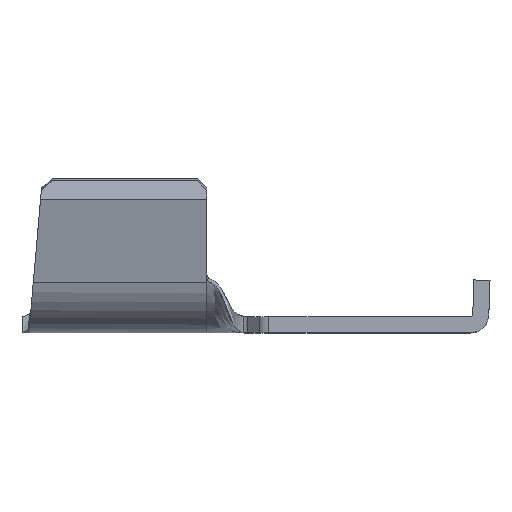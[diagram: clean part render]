
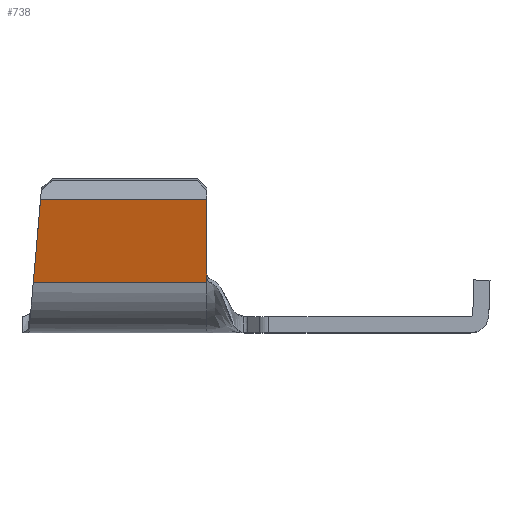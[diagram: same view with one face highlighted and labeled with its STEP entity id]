
A CAD part, top view. The second image highlights one B-rep face of the part: STEP entity #738.
In plain terms, the highlighted planar face has unit normal (0, -0.22, 0.976).
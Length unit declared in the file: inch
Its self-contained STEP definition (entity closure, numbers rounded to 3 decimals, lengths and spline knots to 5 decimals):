
#18 = CARTESIAN_POINT ( 'NONE',  ( -0.353, 0.12142, 0.13933 ) ) ;
#36 = ORIENTED_EDGE ( 'NONE', *, *, #2565, .T. ) ;
#216 = CARTESIAN_POINT ( 'NONE',  ( -0.353, 0.1092, 0.13657 ) ) ;
#224 = CARTESIAN_POINT ( 'NONE',  ( -0.353, 0.1092, 0.13657 ) ) ;
#239 = DIRECTION ( 'NONE',  ( 0., 0.976, 0.22 ) ) ;
#454 = LINE ( 'NONE', #2579, #4988 ) ;
#549 = CARTESIAN_POINT ( 'NONE',  ( -0.353, 0.12139, 0.13932 ) ) ;
#558 = ORIENTED_EDGE ( 'NONE', *, *, #1192, .F. ) ;
#738 = ADVANCED_FACE ( 'NONE', ( #6226 ), #1434, .F. ) ;
#775 = LINE ( 'NONE', #2896, #3783 ) ;
#911 = DIRECTION ( 'NONE',  ( 0., 0.976, 0.22 ) ) ;
#1192 = EDGE_CURVE ( 'NONE', #5395, #3728, #4230, .T. ) ;
#1356 = CARTESIAN_POINT ( 'NONE',  ( -0.71457, 0.29069, 0.1775 ) ) ;
#1434 = PLANE ( 'NONE',  #4323 ) ;
#1481 = CARTESIAN_POINT ( 'NONE',  ( -0.73045, 0.1092, 0.13657 ) ) ;
#1558 = DIRECTION ( 'NONE',  ( -1., 0., 0. ) ) ;
#2230 = CARTESIAN_POINT ( 'NONE',  ( -0.353, 0.12142, 0.13933 ) ) ;
#2317 = B_SPLINE_CURVE_WITH_KNOTS ( 'NONE', 3,
 ( #549, #2673, #4822, #18 ),
 .UNSPECIFIED., .F., .F.,
 ( 4, 4 ),
 ( 0., 0. ),
 .UNSPECIFIED. ) ;
#2332 = CARTESIAN_POINT ( 'NONE',  ( -0.353, 0.12139, 0.13932 ) ) ;
#2352 = DIRECTION ( 'NONE',  ( 0., -0.976, -0.22 ) ) ;
#2513 = EDGE_CURVE ( 'NONE', #5395, #2993, #2894, .T. ) ;
#2565 = EDGE_CURVE ( 'NONE', #2625, #3728, #775, .T. ) ;
#2579 = CARTESIAN_POINT ( 'NONE',  ( -0.353, 0.29069, 0.1775 ) ) ;
#2625 = VERTEX_POINT ( 'NONE', #1356 ) ;
#2673 = CARTESIAN_POINT ( 'NONE',  ( -0.353, 0.1214, 0.13932 ) ) ;
#2894 = LINE ( 'NONE', #5050, #5567 ) ;
#2896 = CARTESIAN_POINT ( 'NONE',  ( -0.72772, 0.1404, 0.14361 ) ) ;
#2993 = VERTEX_POINT ( 'NONE', #2332 ) ;
#3014 = EDGE_LOOP ( 'NONE', ( #4764, #36, #558, #4867, #6935, #3140 ) ) ;
#3140 = ORIENTED_EDGE ( 'NONE', *, *, #4450, .F. ) ;
#3354 = VERTEX_POINT ( 'NONE', #5218 ) ;
#3572 = CARTESIAN_POINT ( 'NONE',  ( -0.353, 0.1092, 0.13657 ) ) ;
#3728 = VERTEX_POINT ( 'NONE', #1481 ) ;
#3783 = VECTOR ( 'NONE', #5052, 39.37008 ) ;
#4230 = LINE ( 'NONE', #6357, #6084 ) ;
#4279 = EDGE_CURVE ( 'NONE', #2993, #6295, #2317, .T. ) ;
#4323 = AXIS2_PLACEMENT_3D ( 'NONE', #3572, #5707, #911 ) ;
#4450 = EDGE_CURVE ( 'NONE', #3354, #6295, #5035, .T. ) ;
#4730 = DIRECTION ( 'NONE',  ( -1., 0., 0. ) ) ;
#4764 = ORIENTED_EDGE ( 'NONE', *, *, #6717, .T. ) ;
#4822 = CARTESIAN_POINT ( 'NONE',  ( -0.353, 0.12141, 0.13932 ) ) ;
#4867 = ORIENTED_EDGE ( 'NONE', *, *, #2513, .T. ) ;
#4988 = VECTOR ( 'NONE', #4730, 39.37008 ) ;
#5035 = LINE ( 'NONE', #224, #5089 ) ;
#5050 = CARTESIAN_POINT ( 'NONE',  ( -0.353, 0.1092, 0.13657 ) ) ;
#5052 = DIRECTION ( 'NONE',  ( -0.085, -0.972, -0.219 ) ) ;
#5089 = VECTOR ( 'NONE', #2352, 39.37008 ) ;
#5218 = CARTESIAN_POINT ( 'NONE',  ( -0.353, 0.29069, 0.1775 ) ) ;
#5395 = VERTEX_POINT ( 'NONE', #216 ) ;
#5567 = VECTOR ( 'NONE', #239, 39.37008 ) ;
#5707 = DIRECTION ( 'NONE',  ( 0., 0.22, -0.976 ) ) ;
#6084 = VECTOR ( 'NONE', #1558, 39.37008 ) ;
#6226 = FACE_OUTER_BOUND ( 'NONE', #3014, .T. ) ;
#6295 = VERTEX_POINT ( 'NONE', #2230 ) ;
#6357 = CARTESIAN_POINT ( 'NONE',  ( -0.353, 0.1092, 0.13657 ) ) ;
#6717 = EDGE_CURVE ( 'NONE', #3354, #2625, #454, .T. ) ;
#6935 = ORIENTED_EDGE ( 'NONE', *, *, #4279, .T. ) ;
